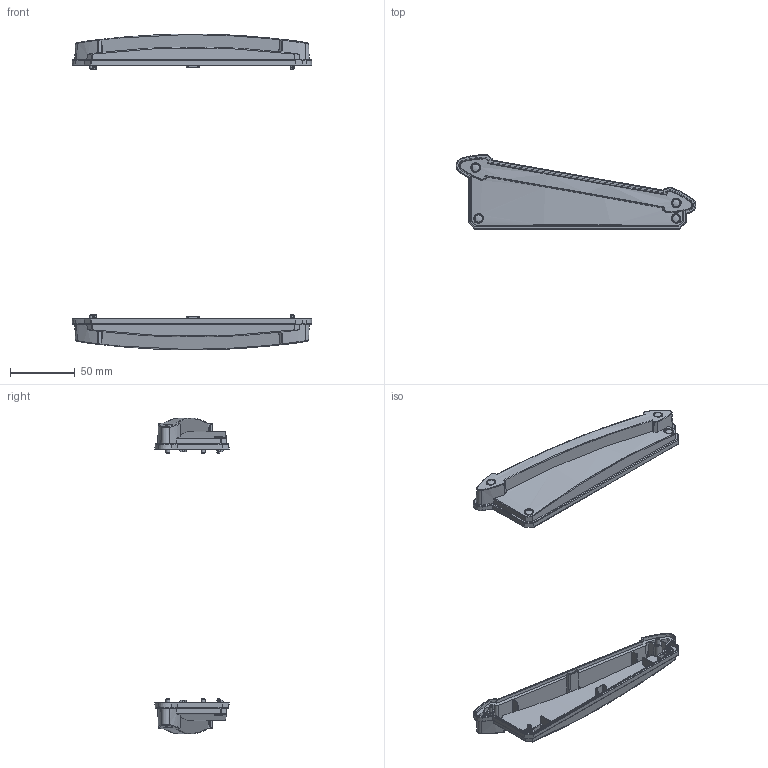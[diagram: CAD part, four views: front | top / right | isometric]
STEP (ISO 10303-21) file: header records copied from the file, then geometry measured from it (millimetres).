
FILE_DESCRIPTION((''),'2;1');
FILE_NAME('92050024_ATD 1850 - 7039.stp','2009-05-27T14:19:37',('kotzmaier'),(''),'Autodesk Inventor 2009','Autodesk Inventor 2009','');
FILE_SCHEMA(('AUTOMOTIVE_DESIGN { 1 0 10303 214 1 1 1 1 }'));
Length unit declared in the file: millimetre
Products named in the file (6): Baugruppe6; 1009508_3D; 1009507_3D; Abdeckstopfen_6 PART1; SHR Z KA30X8 WN 1412 MG_3DSYM; SHR Z KA30x18x10 WN 1412 oG_3Dsym
Assembly tree (18 placements, depth 2):
  Baugruppe6
    1009508_3D
    1009507_3D
    Abdeckstopfen_6 PART1  x8
    SHR Z KA30X8 WN 1412 MG_3DSYM  x4
    SHR Z KA30x18x10 WN 1412 oG_3Dsym  x4
Bounding box: 185.13 x 57.22 x 243.89 mm (x, y, z)
Volume: 72913.9 mm3; surface area: 69797 mm2
Topology: 18 solids, 18 shells, 1108 faces, 2914 edges, 1862 vertices
Faces by surface type: plane 448, cylinder 206, cone 156, torus 150, bspline 96, sphere 52
Full cylindrical faces by diameter (mm): 2.5 x4, 3 x4, 5.3 x8, 5.6 x8, 6.4 x8
Entity records: 34449 total; most frequent: CARTESIAN_POINT 13659, ORIENTED_EDGE 4432, DIRECTION 4189, EDGE_CURVE 2216, AXIS2_PLACEMENT_3D 1613, VERTEX_POINT 1466, VECTOR 963, LINE 963
